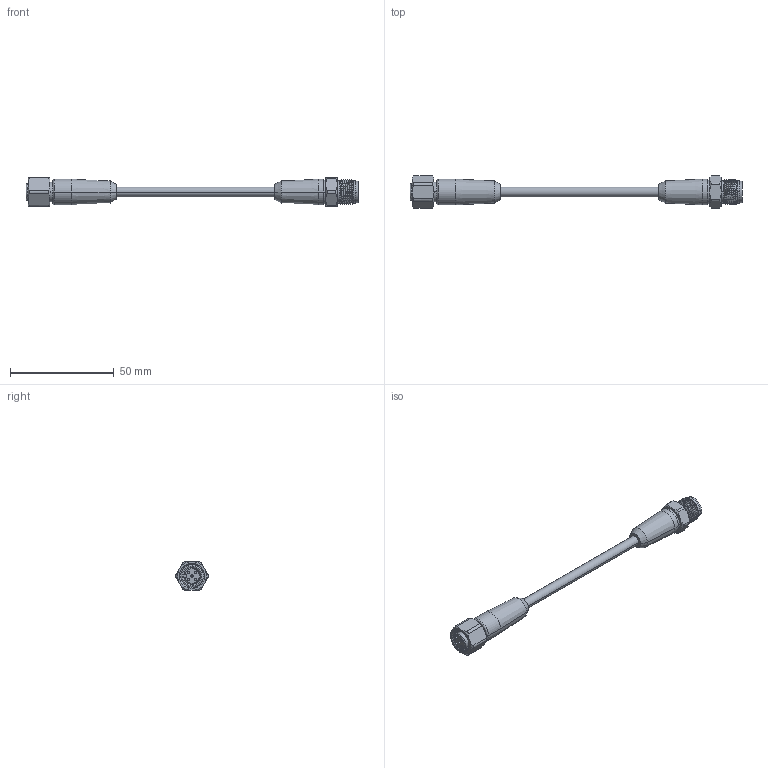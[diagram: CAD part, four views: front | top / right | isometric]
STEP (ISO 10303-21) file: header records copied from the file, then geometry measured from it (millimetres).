
FILE_DESCRIPTION((''),'2;1');
FILE_NAME('214667_ASM','2019-10-23T13:12:18',('pdmadmin'),('BANNER ENGINEERING'),'CREO PARAMETRIC BY PTC INC, 2018300','CREO PARAMETRIC BY PTC INC, 2018300','');
FILE_SCHEMA(('CONFIG_CONTROL_DESIGN'));
Length unit declared in the file: millimetre
Products named in the file (17): 170297; 170294; 145997_HSG; 306-00249; 145998_ASM; 170437_AF0; 177844_ASM; 170515_MQDEC; 177846; 177845; 133396; 133394; 141342; 133399_ASM; 177847_ASM; 214538_ASM; 214667_ASM
Assembly tree (23 placements, depth 5):
  214667_ASM
    214538_ASM
      177844_ASM
        170297
        170294
        145998_ASM
          145997_HSG
          306-00249  x5
        170437_AF0
      170515_MQDEC
      177847_ASM
        177846
        177845
        133399_ASM
          133396
          133394  x4
          141342
Bounding box: 159.7 x 15.58 x 13.9 mm (x, y, z)
Volume: 9293.9 mm3; surface area: 9967.3 mm2
Topology: 18 solids, 18 shells, 889 faces, 2208 edges, 1380 vertices
Faces by surface type: cylinder 397, plane 314, cone 72, bspline 53, torus 41, sphere 10, revolution 2
Entity records: 26077 total; most frequent: CARTESIAN_POINT 10325, DIRECTION 3399, ORIENTED_EDGE 3164, EDGE_CURVE 1582, AXIS2_PLACEMENT_3D 1357, VERTEX_POINT 1018, CIRCLE 697, EDGE_LOOP 692
